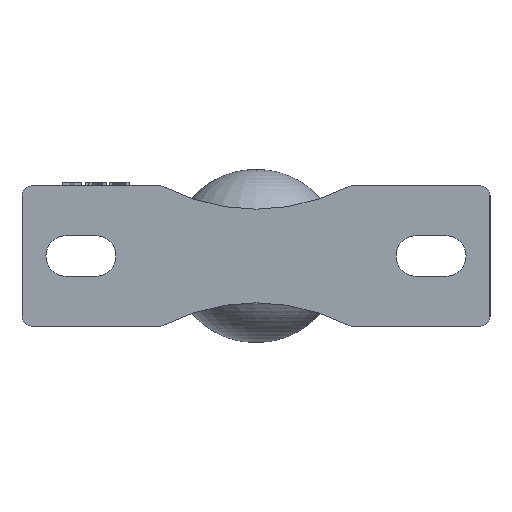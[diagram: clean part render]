
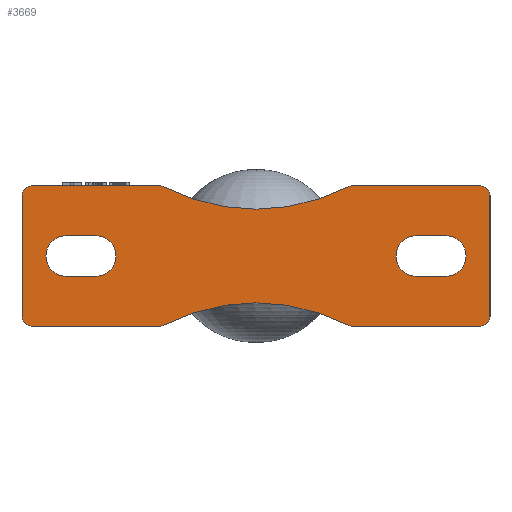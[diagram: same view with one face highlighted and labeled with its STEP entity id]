
A CAD part, front view. The second image highlights one B-rep face of the part: STEP entity #3669.
In plain terms, the highlighted face is planar.
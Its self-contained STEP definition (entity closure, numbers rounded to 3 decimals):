
#381=CIRCLE('',#3936,0.254);
#385=CIRCLE('',#3947,0.254);
#386=CIRCLE('',#3949,0.254);
#387=CIRCLE('',#3950,5.435);
#388=CIRCLE('',#3951,0.254);
#389=CIRCLE('',#3952,0.254);
#390=CIRCLE('',#3953,0.254);
#391=CIRCLE('',#3954,5.435);
#392=CIRCLE('',#3955,0.254);
#393=CIRCLE('',#3956,0.254);
#394=CIRCLE('',#3957,0.55);
#395=CIRCLE('',#3958,0.55);
#396=CIRCLE('',#3959,0.55);
#397=CIRCLE('',#3960,0.55);
#820=VERTEX_POINT('',#8006);
#821=VERTEX_POINT('',#8008);
#830=VERTEX_POINT('',#8039);
#831=VERTEX_POINT('',#8041);
#832=VERTEX_POINT('',#8045);
#834=VERTEX_POINT('',#8051);
#840=VERTEX_POINT('',#8108);
#841=VERTEX_POINT('',#8110);
#842=VERTEX_POINT('',#8114);
#843=VERTEX_POINT('',#8116);
#844=VERTEX_POINT('',#8118);
#845=VERTEX_POINT('',#8121);
#846=VERTEX_POINT('',#8124);
#847=VERTEX_POINT('',#8126);
#848=VERTEX_POINT('',#8128);
#849=VERTEX_POINT('',#8130);
#850=VERTEX_POINT('',#8133);
#851=VERTEX_POINT('',#8134);
#852=VERTEX_POINT('',#8136);
#853=VERTEX_POINT('',#8138);
#854=VERTEX_POINT('',#8141);
#855=VERTEX_POINT('',#8142);
#856=VERTEX_POINT('',#8144);
#857=VERTEX_POINT('',#8146);
#1101=VECTOR('',#4530,1.);
#1110=VECTOR('',#4563,1.);
#1115=VECTOR('',#4573,1.);
#1119=VECTOR('',#4601,1.);
#1120=VECTOR('',#4602,1.);
#1121=VECTOR('',#4611,1.);
#1122=VECTOR('',#4616,1.);
#1123=VECTOR('',#4619,1.);
#1124=VECTOR('',#4622,1.);
#1125=VECTOR('',#4625,1.);
#1344=LINE('',#8007,#1101);
#1353=LINE('',#8040,#1110);
#1358=LINE('',#8052,#1115);
#1362=LINE('',#8119,#1119);
#1363=LINE('',#8120,#1120);
#1364=LINE('',#8129,#1121);
#1365=LINE('',#8135,#1122);
#1366=LINE('',#8139,#1123);
#1367=LINE('',#8143,#1124);
#1368=LINE('',#8147,#1125);
#1756=EDGE_CURVE('',#821,#820,#1344,.T.);
#1773=EDGE_CURVE('',#831,#830,#1353,.T.);
#1776=EDGE_CURVE('',#832,#830,#381,.T.);
#1779=EDGE_CURVE('',#832,#834,#1358,.T.);
#1787=EDGE_CURVE('',#840,#841,#385,.T.);
#1789=EDGE_CURVE('',#842,#834,#386,.T.);
#1790=EDGE_CURVE('',#842,#843,#387,.T.);
#1791=EDGE_CURVE('',#844,#843,#388,.T.);
#1792=EDGE_CURVE('',#841,#844,#1362,.T.);
#1793=EDGE_CURVE('',#845,#840,#1363,.T.);
#1794=EDGE_CURVE('',#821,#845,#389,.T.);
#1795=EDGE_CURVE('',#846,#820,#390,.T.);
#1796=EDGE_CURVE('',#847,#846,#391,.T.);
#1797=EDGE_CURVE('',#848,#847,#392,.T.);
#1798=EDGE_CURVE('',#849,#848,#1364,.T.);
#1799=EDGE_CURVE('',#831,#849,#393,.T.);
#1800=EDGE_CURVE('',#850,#851,#394,.T.);
#1801=EDGE_CURVE('',#851,#852,#1365,.T.);
#1802=EDGE_CURVE('',#852,#853,#395,.T.);
#1803=EDGE_CURVE('',#853,#850,#1366,.T.);
#1804=EDGE_CURVE('',#854,#855,#396,.T.);
#1805=EDGE_CURVE('',#855,#856,#1367,.T.);
#1806=EDGE_CURVE('',#856,#857,#397,.T.);
#1807=EDGE_CURVE('',#857,#854,#1368,.T.);
#2546=ORIENTED_EDGE('',*,*,#1776,.F.);
#2547=ORIENTED_EDGE('',*,*,#1779,.T.);
#2548=ORIENTED_EDGE('',*,*,#1789,.F.);
#2549=ORIENTED_EDGE('',*,*,#1790,.T.);
#2550=ORIENTED_EDGE('',*,*,#1791,.F.);
#2551=ORIENTED_EDGE('',*,*,#1792,.F.);
#2552=ORIENTED_EDGE('',*,*,#1787,.F.);
#2553=ORIENTED_EDGE('',*,*,#1793,.F.);
#2554=ORIENTED_EDGE('',*,*,#1794,.F.);
#2555=ORIENTED_EDGE('',*,*,#1756,.T.);
#2556=ORIENTED_EDGE('',*,*,#1795,.F.);
#2557=ORIENTED_EDGE('',*,*,#1796,.F.);
#2558=ORIENTED_EDGE('',*,*,#1797,.F.);
#2559=ORIENTED_EDGE('',*,*,#1798,.F.);
#2560=ORIENTED_EDGE('',*,*,#1799,.F.);
#2561=ORIENTED_EDGE('',*,*,#1773,.T.);
#2562=ORIENTED_EDGE('',*,*,#1800,.T.);
#2563=ORIENTED_EDGE('',*,*,#1801,.T.);
#2564=ORIENTED_EDGE('',*,*,#1802,.T.);
#2565=ORIENTED_EDGE('',*,*,#1803,.T.);
#2566=ORIENTED_EDGE('',*,*,#1804,.T.);
#2567=ORIENTED_EDGE('',*,*,#1805,.T.);
#2568=ORIENTED_EDGE('',*,*,#1806,.T.);
#2569=ORIENTED_EDGE('',*,*,#1807,.T.);
#3127=EDGE_LOOP('',(#2546,#2547,#2548,#2549,#2550,#2551,#2552,#2553,#2554,
#2555,#2556,#2557,#2558,#2559,#2560,#2561));
#3128=EDGE_LOOP('',(#2562,#2563,#2564,#2565));
#3129=EDGE_LOOP('',(#2566,#2567,#2568,#2569));
#3402=FACE_BOUND('',#3127,.T.);
#3403=FACE_BOUND('',#3128,.T.);
#3404=FACE_BOUND('',#3129,.T.);
#3669=ADVANCED_FACE('',(#3402,#3403,#3404),#9255,.F.);
#3936=AXIS2_PLACEMENT_3D('',#8046,#4568,#4569);
#3947=AXIS2_PLACEMENT_3D('',#8109,#4591,#4592);
#3948=AXIS2_PLACEMENT_3D('',#8112,#4594,$);
#3949=AXIS2_PLACEMENT_3D('',#8113,#4595,#4596);
#3950=AXIS2_PLACEMENT_3D('',#8115,#4597,#4598);
#3951=AXIS2_PLACEMENT_3D('',#8117,#4599,#4600);
#3952=AXIS2_PLACEMENT_3D('',#8122,#4603,#4604);
#3953=AXIS2_PLACEMENT_3D('',#8123,#4605,#4606);
#3954=AXIS2_PLACEMENT_3D('',#8125,#4607,#4608);
#3955=AXIS2_PLACEMENT_3D('',#8127,#4609,#4610);
#3956=AXIS2_PLACEMENT_3D('',#8131,#4612,#4613);
#3957=AXIS2_PLACEMENT_3D('',#8132,#4614,#4615);
#3958=AXIS2_PLACEMENT_3D('',#8137,#4617,#4618);
#3959=AXIS2_PLACEMENT_3D('',#8140,#4620,#4621);
#3960=AXIS2_PLACEMENT_3D('',#8145,#4623,#4624);
#4530=DIRECTION('',(0.,1.,0.));
#4563=DIRECTION('',(1.,0.,0.));
#4568=DIRECTION('',(0.,0.,1.));
#4569=DIRECTION('',(0.18,0.18,0.));
#4573=DIRECTION('',(0.,-1.,0.));
#4591=DIRECTION('',(0.,0.,1.));
#4592=DIRECTION('',(0.18,-0.18,0.));
#4594=DIRECTION('',(0.,0.,1.));
#4595=DIRECTION('',(0.,0.,1.));
#4596=DIRECTION('',(0.247,-0.06,0.));
#4597=DIRECTION('',(0.,0.,1.));
#4598=DIRECTION('',(5.435,0.,0.));
#4599=DIRECTION('',(0.,0.,1.));
#4600=DIRECTION('',(0.247,0.06,0.));
#4601=DIRECTION('',(0.,1.,0.));
#4602=DIRECTION('',(1.,0.,0.));
#4603=DIRECTION('',(0.,0.,1.));
#4604=DIRECTION('',(-0.18,-0.18,0.));
#4605=DIRECTION('',(0.,0.,1.));
#4606=DIRECTION('',(-0.247,0.06,0.));
#4607=DIRECTION('',(0.,0.,-1.));
#4608=DIRECTION('',(-5.435,0.,0.));
#4609=DIRECTION('',(0.,0.,1.));
#4610=DIRECTION('',(-0.247,-0.06,0.));
#4611=DIRECTION('',(0.,-1.,0.));
#4612=DIRECTION('',(0.,0.,1.));
#4613=DIRECTION('',(-0.18,0.18,0.));
#4614=DIRECTION('',(0.,0.,1.));
#4615=DIRECTION('',(-0.55,0.,0.));
#4616=DIRECTION('',(0.,-1.,0.));
#4617=DIRECTION('',(0.,0.,1.));
#4618=DIRECTION('',(-0.55,0.,0.));
#4619=DIRECTION('',(0.,1.,0.));
#4620=DIRECTION('',(0.,0.,1.));
#4621=DIRECTION('',(0.55,0.,0.));
#4622=DIRECTION('',(0.,-1.,0.));
#4623=DIRECTION('',(0.,0.,1.));
#4624=DIRECTION('',(0.55,0.,0.));
#4625=DIRECTION('',(0.,1.,0.));
#8006=CARTESIAN_POINT('',(-1.9,-2.602,0.));
#8007=CARTESIAN_POINT('',(-1.9,-6.35,0.));
#8008=CARTESIAN_POINT('',(-1.9,-6.096,0.));
#8039=CARTESIAN_POINT('',(1.646,6.35,0.));
#8040=CARTESIAN_POINT('',(0.,6.35,0.));
#8041=CARTESIAN_POINT('',(-1.646,6.35,0.));
#8045=CARTESIAN_POINT('',(1.9,6.096,0.));
#8046=CARTESIAN_POINT('',(1.646,6.096,0.));
#8051=CARTESIAN_POINT('',(1.9,2.602,0.));
#8052=CARTESIAN_POINT('',(1.9,6.35,0.));
#8108=CARTESIAN_POINT('',(1.646,-6.35,0.));
#8109=CARTESIAN_POINT('',(1.646,-6.096,0.));
#8110=CARTESIAN_POINT('',(1.9,-6.096,0.));
#8112=CARTESIAN_POINT('',(0.864,-3.292,0.));
#8113=CARTESIAN_POINT('',(1.646,2.602,0.));
#8114=CARTESIAN_POINT('',(1.872,2.486,0.));
#8115=CARTESIAN_POINT('',(6.705,0.,0.));
#8116=CARTESIAN_POINT('',(1.872,-2.486,0.));
#8117=CARTESIAN_POINT('',(1.646,-2.602,0.));
#8118=CARTESIAN_POINT('',(1.9,-2.602,0.));
#8119=CARTESIAN_POINT('',(1.9,-6.35,0.));
#8120=CARTESIAN_POINT('',(0.,-6.35,0.));
#8121=CARTESIAN_POINT('',(-1.646,-6.35,0.));
#8122=CARTESIAN_POINT('',(-1.646,-6.096,0.));
#8123=CARTESIAN_POINT('',(-1.646,-2.602,0.));
#8124=CARTESIAN_POINT('',(-1.872,-2.486,0.));
#8125=CARTESIAN_POINT('',(-6.705,0.,0.));
#8126=CARTESIAN_POINT('',(-1.872,2.486,0.));
#8127=CARTESIAN_POINT('',(-1.646,2.602,0.));
#8128=CARTESIAN_POINT('',(-1.9,2.602,0.));
#8129=CARTESIAN_POINT('',(-1.9,6.35,0.));
#8130=CARTESIAN_POINT('',(-1.9,6.096,0.));
#8131=CARTESIAN_POINT('',(-1.646,6.096,0.));
#8132=CARTESIAN_POINT('',(0.,5.15,0.));
#8133=CARTESIAN_POINT('',(0.55,5.15,0.));
#8134=CARTESIAN_POINT('',(-0.55,5.15,0.));
#8135=CARTESIAN_POINT('',(-0.55,0.729,0.));
#8136=CARTESIAN_POINT('',(-0.55,4.35,0.));
#8137=CARTESIAN_POINT('',(0.,4.35,0.));
#8138=CARTESIAN_POINT('',(0.55,4.35,0.));
#8139=CARTESIAN_POINT('',(0.55,0.729,0.));
#8140=CARTESIAN_POINT('',(0.,-4.35,0.));
#8141=CARTESIAN_POINT('',(0.55,-4.35,0.));
#8142=CARTESIAN_POINT('',(-0.55,-4.35,0.));
#8143=CARTESIAN_POINT('',(-0.55,-4.021,0.));
#8144=CARTESIAN_POINT('',(-0.55,-5.15,0.));
#8145=CARTESIAN_POINT('',(0.,-5.15,0.));
#8146=CARTESIAN_POINT('',(0.55,-5.15,0.));
#8147=CARTESIAN_POINT('',(0.55,-4.021,0.));
#9255=PLANE('',#3948);
